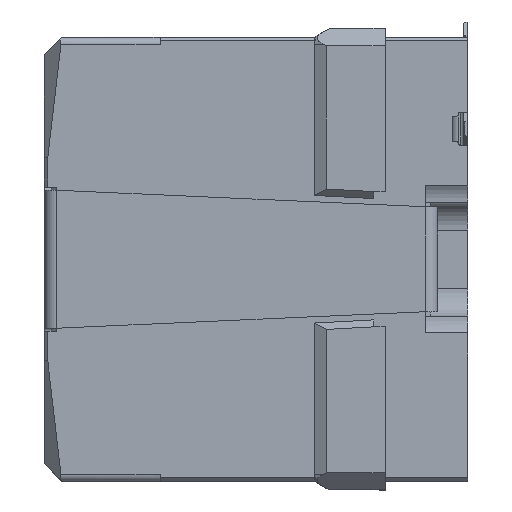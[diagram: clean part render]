
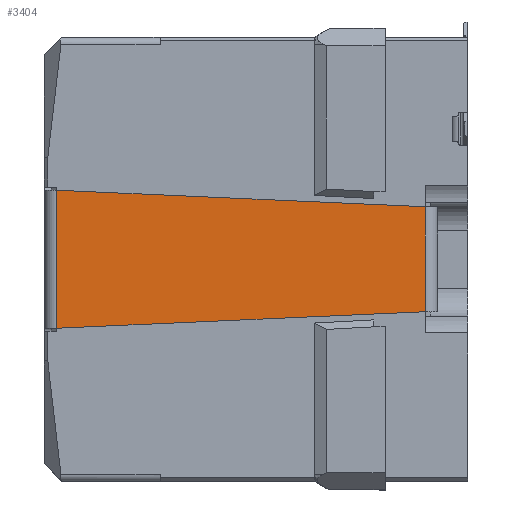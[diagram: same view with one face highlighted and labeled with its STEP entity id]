
A CAD part, left-side view. The second image highlights one B-rep face of the part: STEP entity #3404.
In plain terms, the highlighted planar face has unit normal (-1, 0, 0).
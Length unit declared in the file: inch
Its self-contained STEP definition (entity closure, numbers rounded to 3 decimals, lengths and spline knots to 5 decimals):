
#57 = CARTESIAN_POINT ( 'NONE',  ( -0.30512, 0.08133, 0.31251 ) ) ;
#283 = CARTESIAN_POINT ( 'NONE',  ( -0.30512, -0.07969, 0.1643 ) ) ;
#440 = CARTESIAN_POINT ( 'NONE',  ( -0.30512, -0.07164, 0.34307 ) ) ;
#1218 = VECTOR ( 'NONE', #10221, 39.37008 ) ;
#1704 = VERTEX_POINT ( 'NONE', #3924 ) ;
#1995 = VECTOR ( 'NONE', #13364, 39.37008 ) ;
#2632 = LINE ( 'NONE', #283, #24212 ) ;
#3038 = DIRECTION ( 'NONE',  ( 0., 0., 1. ) ) ;
#3404 = ADVANCED_FACE ( 'R�duction de d�tails1_394', ( #17730 ), #21755, .F. ) ;
#3711 = EDGE_CURVE ( 'NONE', #1704, #24456, #18739, .T. ) ;
#3924 = CARTESIAN_POINT ( 'NONE',  ( -0.30512, -0.07164, 0.16394 ) ) ;
#3986 = VERTEX_POINT ( 'NONE', #25103 ) ;
#4718 = VECTOR ( 'NONE', #7816, 39.37008 ) ;
#4754 = ORIENTED_EDGE ( 'NONE', *, *, #9537, .F. ) ;
#4899 = CARTESIAN_POINT ( 'NONE',  ( -0.30512, -0.33402, 0.34307 ) ) ;
#5154 = VERTEX_POINT ( 'NONE', #6944 ) ;
#5604 = EDGE_CURVE ( 'NONE', #3986, #13886, #18887, .T. ) ;
#6568 = DIRECTION ( 'NONE',  ( 0., -0.999, -0.045 ) ) ;
#6770 = EDGE_CURVE ( 'NONE', #15471, #20724, #23909, .T. ) ;
#6772 = DIRECTION ( 'NONE',  ( 0., -0.999, 0.045 ) ) ;
#6944 = CARTESIAN_POINT ( 'NONE',  ( -0.30512, -0.33402, 0.29391 ) ) ;
#6977 = LINE ( 'NONE', #4899, #8321 ) ;
#7327 = VECTOR ( 'NONE', #6568, 39.37008 ) ;
#7460 = CARTESIAN_POINT ( 'NONE',  ( -0.30512, -0.18306, 0.30066 ) ) ;
#7816 = DIRECTION ( 'NONE',  ( 0., -0.999, -0.045 ) ) ;
#8082 = DIRECTION ( 'NONE',  ( 0., 0.999, -0.045 ) ) ;
#8321 = VECTOR ( 'NONE', #13333, 39.37008 ) ;
#8415 = VERTEX_POINT ( 'NONE', #7460 ) ;
#9402 = CARTESIAN_POINT ( 'NONE',  ( -0.30512, 0.08133, 0.34307 ) ) ;
#9537 = EDGE_CURVE ( 'NONE', #8415, #5154, #12370, .T. ) ;
#10221 = DIRECTION ( 'NONE',  ( 0., 0.999, 0.045 ) ) ;
#10448 = ORIENTED_EDGE ( 'NONE', *, *, #5604, .F. ) ;
#11479 = EDGE_LOOP ( 'NONE', ( #15585, #25001, #4754, #11608, #10448, #25840, #16405, #16890 ) ) ;
#11608 = ORIENTED_EDGE ( 'NONE', *, *, #18290, .T. ) ;
#12370 = LINE ( 'NONE', #14704, #4718 ) ;
#13333 = DIRECTION ( 'NONE',  ( 0., 0., -1. ) ) ;
#13364 = DIRECTION ( 'NONE',  ( 0., 0.999, -0.045 ) ) ;
#13418 = LINE ( 'NONE', #9402, #19360 ) ;
#13886 = VERTEX_POINT ( 'NONE', #23118 ) ;
#14364 = LINE ( 'NONE', #20753, #1218 ) ;
#14704 = CARTESIAN_POINT ( 'NONE',  ( -0.30512, -0.18306, 0.30066 ) ) ;
#15227 = DIRECTION ( 'NONE',  ( 0., 1., 0. ) ) ;
#15471 = VERTEX_POINT ( 'NONE', #26302 ) ;
#15570 = CARTESIAN_POINT ( 'NONE',  ( -0.30512, -0.33402, 0.1757 ) ) ;
#15585 = ORIENTED_EDGE ( 'NONE', *, *, #6770, .F. ) ;
#15789 = DIRECTION ( 'NONE',  ( 1., 0., 0. ) ) ;
#16405 = ORIENTED_EDGE ( 'NONE', *, *, #3711, .F. ) ;
#16890 = ORIENTED_EDGE ( 'NONE', *, *, #20326, .T. ) ;
#17500 = VECTOR ( 'NONE', #8082, 39.37008 ) ;
#17730 = FACE_OUTER_BOUND ( 'NONE', #11479, .T. ) ;
#18136 = EDGE_CURVE ( 'NONE', #24456, #3986, #13418, .T. ) ;
#18290 = EDGE_CURVE ( 'NONE', #8415, #13886, #14364, .T. ) ;
#18739 = LINE ( 'NONE', #20705, #17500 ) ;
#18830 = AXIS2_PLACEMENT_3D ( 'NONE', #440, #15789, #15227 ) ;
#18887 = LINE ( 'NONE', #57, #7327 ) ;
#19360 = VECTOR ( 'NONE', #3038, 39.37008 ) ;
#20048 = CARTESIAN_POINT ( 'NONE',  ( -0.30512, -0.18306, 0.16895 ) ) ;
#20326 = EDGE_CURVE ( 'NONE', #1704, #20724, #2632, .T. ) ;
#20705 = CARTESIAN_POINT ( 'NONE',  ( -0.30512, -0.07164, 0.16394 ) ) ;
#20724 = VERTEX_POINT ( 'NONE', #20048 ) ;
#20753 = CARTESIAN_POINT ( 'NONE',  ( -0.30512, -0.06996, 0.30575 ) ) ;
#21755 = PLANE ( 'NONE',  #18830 ) ;
#22202 = EDGE_CURVE ( 'NONE', #5154, #15471, #6977, .T. ) ;
#22732 = CARTESIAN_POINT ( 'NONE',  ( -0.30512, 0.08133, 0.1571 ) ) ;
#23118 = CARTESIAN_POINT ( 'NONE',  ( -0.30512, -0.07164, 0.30567 ) ) ;
#23909 = LINE ( 'NONE', #15570, #1995 ) ;
#24212 = VECTOR ( 'NONE', #6772, 39.37008 ) ;
#24456 = VERTEX_POINT ( 'NONE', #22732 ) ;
#25001 = ORIENTED_EDGE ( 'NONE', *, *, #22202, .F. ) ;
#25103 = CARTESIAN_POINT ( 'NONE',  ( -0.30512, 0.08133, 0.31251 ) ) ;
#25840 = ORIENTED_EDGE ( 'NONE', *, *, #18136, .F. ) ;
#26302 = CARTESIAN_POINT ( 'NONE',  ( -0.30512, -0.33402, 0.1757 ) ) ;
